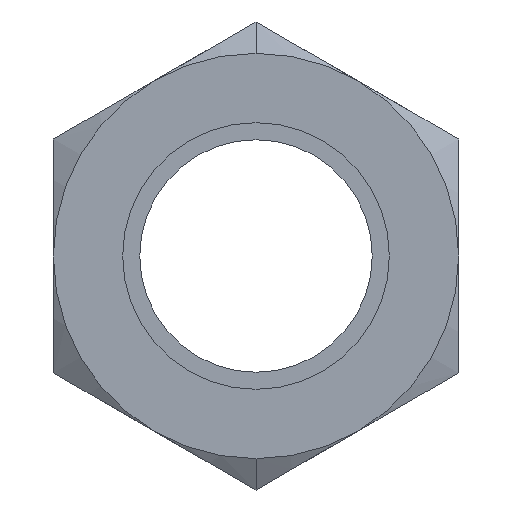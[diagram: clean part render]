
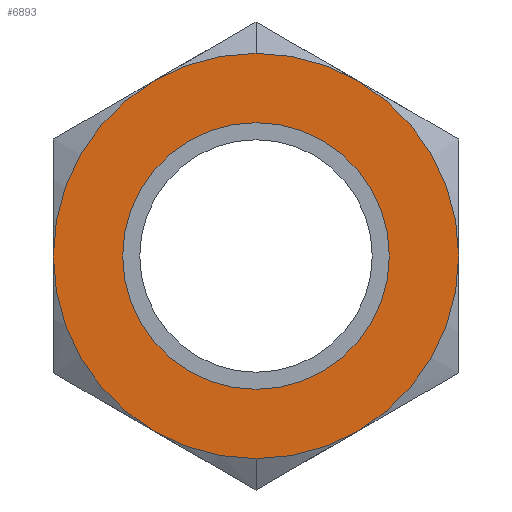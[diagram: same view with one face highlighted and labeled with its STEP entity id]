
A CAD part, left-side view. The second image highlights one B-rep face of the part: STEP entity #6893.
In plain terms, the highlighted planar face has unit normal (-1, 0, 0).
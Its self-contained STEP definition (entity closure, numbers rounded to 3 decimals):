
#28 = ORIENTED_EDGE ( 'NONE', *, *, #9007, .F. ) ;
#74 = DIRECTION ( 'NONE',  ( 1., 0., 0. ) ) ;
#704 = CARTESIAN_POINT ( 'NONE',  ( 0., 0., 0. ) ) ;
#793 = CARTESIAN_POINT ( 'NONE',  ( 0., 0., 0. ) ) ;
#1536 = ORIENTED_EDGE ( 'NONE', *, *, #8456, .F. ) ;
#1541 = CARTESIAN_POINT ( 'NONE',  ( 0., 0., 0. ) ) ;
#1558 = FACE_OUTER_BOUND ( 'NONE', #6202, .T. ) ;
#1572 = DIRECTION ( 'NONE',  ( 1., 0., 0. ) ) ;
#1625 = VERTEX_POINT ( 'NONE', #3998 ) ;
#1772 = ORIENTED_EDGE ( 'NONE', *, *, #6450, .T. ) ;
#2152 = VERTEX_POINT ( 'NONE', #9988 ) ;
#2421 = CARTESIAN_POINT ( 'NONE',  ( 0., 0., 19. ) ) ;
#2460 = CARTESIAN_POINT ( 'NONE',  ( 0., 0., 0. ) ) ;
#2932 = PLANE ( 'NONE',  #6114 ) ;
#3397 = VERTEX_POINT ( 'NONE', #2421 ) ;
#3502 = AXIS2_PLACEMENT_3D ( 'NONE', #2460, #8451, #4749 ) ;
#3661 = AXIS2_PLACEMENT_3D ( 'NONE', #793, #74, #7716 ) ;
#3774 = VERTEX_POINT ( 'NONE', #8300 ) ;
#3817 = CARTESIAN_POINT ( 'NONE',  ( 0., 0., 9.5 ) ) ;
#3998 = CARTESIAN_POINT ( 'NONE',  ( 0., 0., -12.5 ) ) ;
#4538 = FACE_BOUND ( 'NONE', #6811, .T. ) ;
#4570 = DIRECTION ( 'NONE',  ( 1., 0., 0. ) ) ;
#4749 = DIRECTION ( 'NONE',  ( 0., 0., -1. ) ) ;
#6050 = DIRECTION ( 'NONE',  ( 0., 0., 1. ) ) ;
#6114 = AXIS2_PLACEMENT_3D ( 'NONE', #3817, #7633, #6050 ) ;
#6202 = EDGE_LOOP ( 'NONE', ( #1536, #28 ) ) ;
#6450 = EDGE_CURVE ( 'NONE', #3774, #1625, #6604, .T. ) ;
#6604 = CIRCLE ( 'NONE', #9527, 12.5 ) ;
#6792 = CIRCLE ( 'NONE', #8092, 12.5 ) ;
#6811 = EDGE_LOOP ( 'NONE', ( #7375, #1772 ) ) ;
#6893 = ADVANCED_FACE ( 'NONE', ( #4538, #1558 ), #2932, .T. ) ;
#7375 = ORIENTED_EDGE ( 'NONE', *, *, #9733, .T. ) ;
#7633 = DIRECTION ( 'NONE',  ( -1., 0., 0. ) ) ;
#7716 = DIRECTION ( 'NONE',  ( 0., 0., 1. ) ) ;
#7936 = CIRCLE ( 'NONE', #3502, 19. ) ;
#8092 = AXIS2_PLACEMENT_3D ( 'NONE', #1541, #4570, #10036 ) ;
#8300 = CARTESIAN_POINT ( 'NONE',  ( 0., 0., 12.5 ) ) ;
#8451 = DIRECTION ( 'NONE',  ( 1., 0., 0. ) ) ;
#8456 = EDGE_CURVE ( 'NONE', #3397, #2152, #9059, .T. ) ;
#8496 = DIRECTION ( 'NONE',  ( 0., 0., 1. ) ) ;
#9007 = EDGE_CURVE ( 'NONE', #2152, #3397, #7936, .T. ) ;
#9059 = CIRCLE ( 'NONE', #3661, 19. ) ;
#9527 = AXIS2_PLACEMENT_3D ( 'NONE', #704, #1572, #8496 ) ;
#9733 = EDGE_CURVE ( 'NONE', #1625, #3774, #6792, .T. ) ;
#9988 = CARTESIAN_POINT ( 'NONE',  ( 0., 0., -19. ) ) ;
#10036 = DIRECTION ( 'NONE',  ( 0., 0., -1. ) ) ;
